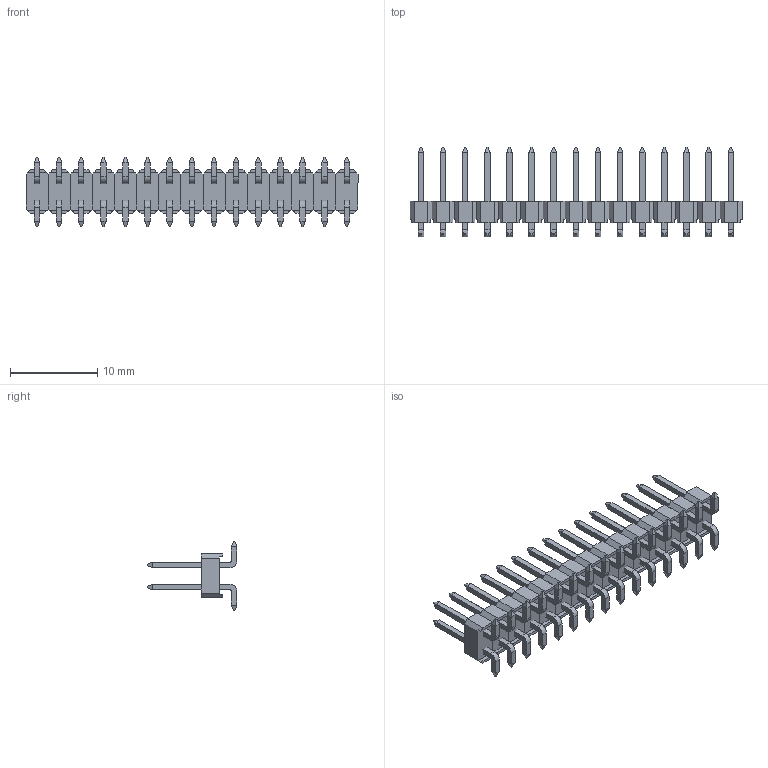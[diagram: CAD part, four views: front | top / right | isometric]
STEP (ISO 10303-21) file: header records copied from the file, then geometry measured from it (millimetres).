
FILE_DESCRIPTION (( 'STEP AP214' ), '1' );
FILE_NAME ('User Library-30-pin SMT header.STEP', '2024-02-23T19:43:56', ( '' ), ( '' ), 'SwSTEP 2.0', 'SolidWorks 2022', '' );
FILE_SCHEMA (( 'AUTOMOTIVE_DESIGN' ));
Length unit declared in the file: millimetre
Products named in the file (3): Single plastic support; Single pin; User Library-30-pin SMT header
Assembly tree (45 placements, depth 2):
  User Library-30-pin SMT header
    Single pin  x30
    Single plastic support  x15
Bounding box: 38.1 x 10.31 x 8 mm (x, y, z)
Volume: 529.4 mm3; surface area: 1780.4 mm2
Topology: 45 solids, 45 shells, 750 faces, 1740 edges, 1080 vertices
Faces by surface type: plane 690, cylinder 60
Entity records: 1706 total; most frequent: DIRECTION 240, CARTESIAN_POINT 204, ORIENTED_EDGE 152, AXIS2_PLACEMENT_3D 84, EDGE_CURVE 76, LINE 72, VECTOR 72, PRODUCT_DEFINITION_SHAPE 48
